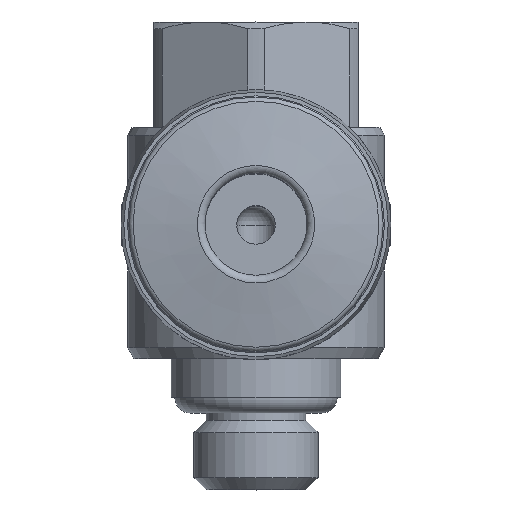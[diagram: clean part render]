
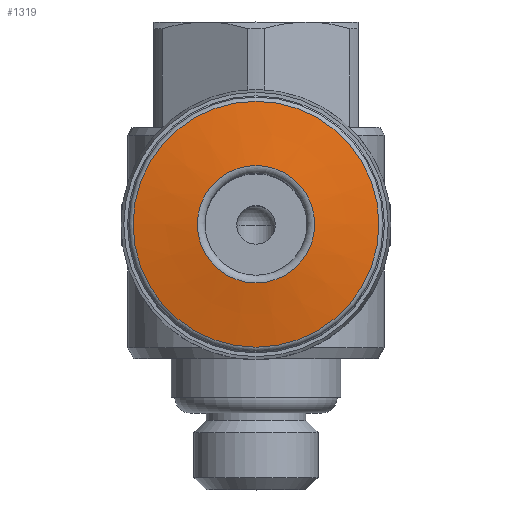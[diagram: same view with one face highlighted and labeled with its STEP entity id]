
A CAD part, top view. The second image highlights one B-rep face of the part: STEP entity #1319.
In plain terms, the highlighted conical face has half-angle 80 degrees and reference radius 2.284 mm.
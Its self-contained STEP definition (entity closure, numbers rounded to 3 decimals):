
#62=CIRCLE('',#1407,4.785);
#63=CIRCLE('',#1408,2.284);
#112=CONICAL_SURFACE('',#1406,2.284,1.396);
#207=ORIENTED_EDGE('',*,*,#424,.F.);
#208=ORIENTED_EDGE('',*,*,#425,.T.);
#424=EDGE_CURVE('',#526,#526,#62,.T.);
#425=EDGE_CURVE('',#527,#527,#63,.T.);
#526=VERTEX_POINT('',#1961);
#527=VERTEX_POINT('',#1963);
#654=EDGE_LOOP('',(#207));
#655=EDGE_LOOP('',(#208));
#749=FACE_BOUND('',#654,.T.);
#750=FACE_BOUND('',#655,.T.);
#1319=ADVANCED_FACE('',(#749,#750),#112,.T.);
#1406=AXIS2_PLACEMENT_3D('',#1959,#1589,#1590);
#1407=AXIS2_PLACEMENT_3D('',#1960,#1591,#1592);
#1408=AXIS2_PLACEMENT_3D('',#1962,#1593,#1594);
#1589=DIRECTION('',(0.,0.,-1.));
#1590=DIRECTION('',(-1.,0.,0.));
#1591=DIRECTION('',(0.,0.,-1.));
#1592=DIRECTION('',(-1.,0.,0.));
#1593=DIRECTION('',(0.,0.,-1.));
#1594=DIRECTION('',(-1.,0.,0.));
#1959=CARTESIAN_POINT('',(0.,-7.9,21.4));
#1960=CARTESIAN_POINT('',(0.,-7.9,20.959));
#1961=CARTESIAN_POINT('',(-4.785,-7.9,20.959));
#1962=CARTESIAN_POINT('',(0.,-7.9,21.4));
#1963=CARTESIAN_POINT('',(-2.284,-7.9,21.4));
